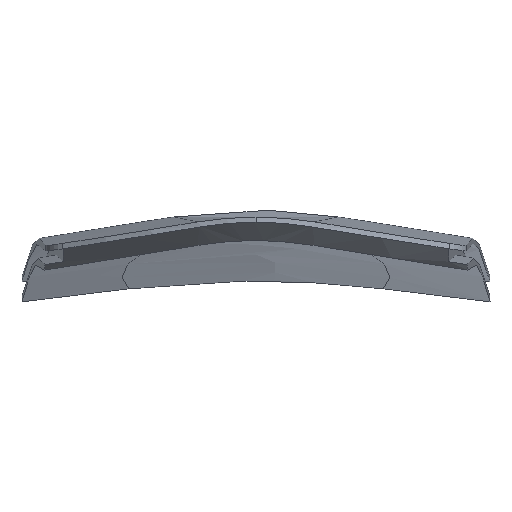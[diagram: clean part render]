
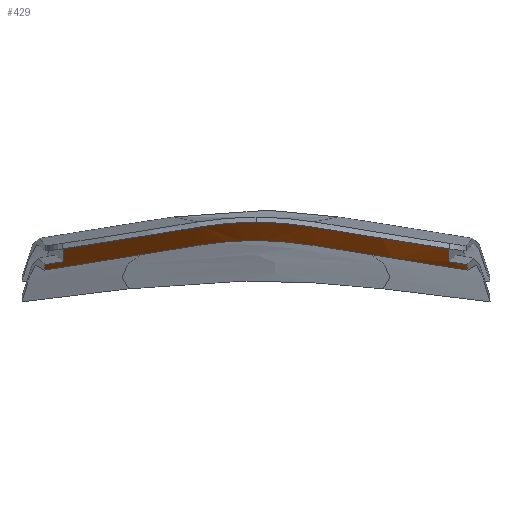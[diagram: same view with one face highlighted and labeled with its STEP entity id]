
A CAD part, left-side view. The second image highlights one B-rep face of the part: STEP entity #429.
In plain terms, the highlighted cylindrical face has radius 180 mm (diameter 360 mm), a partial arc.
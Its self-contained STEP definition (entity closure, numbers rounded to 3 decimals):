
#57=FACE_OUTER_BOUND('',#80,.T.);
#80=EDGE_LOOP('',(#282,#283,#284,#285,#286,#287,#288,#289,#290,#291,#292,
#293));
#103=ELLIPSE('',#467,15666.65,180.);
#104=ELLIPSE('',#468,15666.65,180.);
#105=ELLIPSE('',#469,15666.65,180.);
#106=ELLIPSE('',#470,15666.65,180.);
#107=B_SPLINE_CURVE_WITH_KNOTS('',3,(#537,#538,#539,#540,#541,#542),
 .UNSPECIFIED.,.F.,.F.,(4,2,4),(0.,1.541,3.081),
 .UNSPECIFIED.);
#108=B_SPLINE_CURVE_WITH_KNOTS('',3,(#546,#547,#548,#549,#550,#551),
 .UNSPECIFIED.,.F.,.F.,(4,2,4),(-0.378,-0.189,0.),
 .UNSPECIFIED.);
#109=B_SPLINE_CURVE_WITH_KNOTS('',3,(#555,#556,#557,#558,#559,#560),
 .UNSPECIFIED.,.F.,.F.,(4,2,4),(0.,1.354,2.712),
 .UNSPECIFIED.);
#110=B_SPLINE_CURVE_WITH_KNOTS('',3,(#562,#563,#564,#565,#566,#567,#568,
#569,#570,#571,#572,#573,#574,#575),.UNSPECIFIED.,.F.,.F.,(4,2,2,2,2,2,
4),(-2.138,-1.757,-1.431,-1.07,
-0.712,-0.196,0.),.UNSPECIFIED.);
#111=B_SPLINE_CURVE_WITH_KNOTS('',3,(#577,#578,#579,#580,#581,#582),
 .UNSPECIFIED.,.F.,.F.,(4,2,4),(-2.712,-1.354,0.),
 .UNSPECIFIED.);
#112=B_SPLINE_CURVE_WITH_KNOTS('',3,(#586,#587,#588,#589,#590,#591),
 .UNSPECIFIED.,.F.,.F.,(4,2,4),(0.,0.189,0.378),
 .UNSPECIFIED.);
#113=B_SPLINE_CURVE_WITH_KNOTS('',3,(#595,#596,#597,#598,#599,#600),
 .UNSPECIFIED.,.F.,.F.,(4,2,4),(-3.081,-1.541,0.),
 .UNSPECIFIED.);
#114=B_SPLINE_CURVE_WITH_KNOTS('',3,(#601,#602,#603,#604,#605,#606),
 .UNSPECIFIED.,.F.,.F.,(4,2,4),(0.,1.09,2.177),
 .UNSPECIFIED.);
#161=VERTEX_POINT('',#535);
#162=VERTEX_POINT('',#536);
#163=VERTEX_POINT('',#543);
#164=VERTEX_POINT('',#545);
#165=VERTEX_POINT('',#552);
#166=VERTEX_POINT('',#554);
#167=VERTEX_POINT('',#561);
#168=VERTEX_POINT('',#576);
#169=VERTEX_POINT('',#583);
#170=VERTEX_POINT('',#585);
#171=VERTEX_POINT('',#592);
#172=VERTEX_POINT('',#594);
#211=EDGE_CURVE('',#161,#162,#107,.T.);
#212=EDGE_CURVE('',#163,#161,#103,.T.);
#213=EDGE_CURVE('',#164,#163,#108,.T.);
#214=EDGE_CURVE('',#165,#164,#104,.T.);
#215=EDGE_CURVE('',#166,#165,#109,.F.);
#216=EDGE_CURVE('',#167,#166,#110,.F.);
#217=EDGE_CURVE('',#168,#167,#111,.F.);
#218=EDGE_CURVE('',#169,#168,#105,.T.);
#219=EDGE_CURVE('',#170,#169,#112,.T.);
#220=EDGE_CURVE('',#171,#170,#106,.T.);
#221=EDGE_CURVE('',#172,#171,#113,.T.);
#222=EDGE_CURVE('',#162,#172,#114,.T.);
#282=ORIENTED_EDGE('',*,*,#211,.F.);
#283=ORIENTED_EDGE('',*,*,#212,.F.);
#284=ORIENTED_EDGE('',*,*,#213,.F.);
#285=ORIENTED_EDGE('',*,*,#214,.F.);
#286=ORIENTED_EDGE('',*,*,#215,.F.);
#287=ORIENTED_EDGE('',*,*,#216,.F.);
#288=ORIENTED_EDGE('',*,*,#217,.F.);
#289=ORIENTED_EDGE('',*,*,#218,.F.);
#290=ORIENTED_EDGE('',*,*,#219,.F.);
#291=ORIENTED_EDGE('',*,*,#220,.F.);
#292=ORIENTED_EDGE('',*,*,#221,.F.);
#293=ORIENTED_EDGE('',*,*,#222,.F.);
#424=CYLINDRICAL_SURFACE('',#466,180.);
#429=ADVANCED_FACE('',(#57),#424,.T.);
#466=AXIS2_PLACEMENT_3D('',#534,#486,#487);
#467=AXIS2_PLACEMENT_3D('',#544,#488,#489);
#468=AXIS2_PLACEMENT_3D('',#553,#490,#491);
#469=AXIS2_PLACEMENT_3D('',#584,#492,#493);
#470=AXIS2_PLACEMENT_3D('',#593,#494,#495);
#486=DIRECTION('center_axis',(-0.766,0.,0.643));
#487=DIRECTION('ref_axis',(-0.569,0.467,-0.678));
#488=DIRECTION('center_axis',(-0.015,-1.,0.));
#489=DIRECTION('ref_axis',(-0.766,0.011,0.643));
#490=DIRECTION('center_axis',(-0.015,-1.,0.));
#491=DIRECTION('ref_axis',(-0.766,0.011,0.643));
#492=DIRECTION('center_axis',(-0.015,1.,0.));
#493=DIRECTION('ref_axis',(0.766,0.011,-0.643));
#494=DIRECTION('center_axis',(-0.015,1.,0.));
#495=DIRECTION('ref_axis',(0.766,0.011,-0.643));
#534=CARTESIAN_POINT('Origin',(292.228,0.,197.583));
#535=CARTESIAN_POINT('',(178.976,-38.818,63.169));
#536=CARTESIAN_POINT('',(167.497,-10.667,67.685));
#537=CARTESIAN_POINT('Ctrl Pts',(178.976,-38.818,63.169));
#538=CARTESIAN_POINT('Ctrl Pts',(176.582,-34.331,63.884));
#539=CARTESIAN_POINT('Ctrl Pts',(174.411,-29.736,64.616));
#540=CARTESIAN_POINT('Ctrl Pts',(170.564,-20.335,66.12));
#541=CARTESIAN_POINT('Ctrl Pts',(168.893,-15.543,66.891));
#542=CARTESIAN_POINT('Ctrl Pts',(167.497,-10.667,67.685));
#543=CARTESIAN_POINT('',(177.782,-38.8,64.165));
#544=CARTESIAN_POINT('Origin',(-2408.889,0.,2464.09));
#545=CARTESIAN_POINT('',(176.06,-35.474,64.695));
#546=CARTESIAN_POINT('Ctrl Pts',(176.06,-35.474,64.695));
#547=CARTESIAN_POINT('Ctrl Pts',(176.34,-36.031,64.606));
#548=CARTESIAN_POINT('Ctrl Pts',(176.623,-36.587,64.518));
#549=CARTESIAN_POINT('Ctrl Pts',(177.198,-37.697,64.341));
#550=CARTESIAN_POINT('Ctrl Pts',(177.488,-38.249,64.253));
#551=CARTESIAN_POINT('Ctrl Pts',(177.782,-38.8,64.165));
#552=CARTESIAN_POINT('',(173.018,-35.428,67.236));
#553=CARTESIAN_POINT('Origin',(-2188.864,0.,2279.467));
#554=CARTESIAN_POINT('',(163.251,-10.495,71.234));
#555=CARTESIAN_POINT('Ctrl Pts',(173.018,-35.428,67.236));
#556=CARTESIAN_POINT('Ctrl Pts',(171.015,-31.435,67.87));
#557=CARTESIAN_POINT('Ctrl Pts',(169.188,-27.359,68.518));
#558=CARTESIAN_POINT('Ctrl Pts',(165.917,-19.036,69.85));
#559=CARTESIAN_POINT('Ctrl Pts',(164.478,-14.798,70.533));
#560=CARTESIAN_POINT('Ctrl Pts',(163.251,-10.495,71.234));
#561=CARTESIAN_POINT('',(163.251,10.495,71.234));
#562=CARTESIAN_POINT('Ctrl Pts',(163.251,-10.495,71.234));
#563=CARTESIAN_POINT('Ctrl Pts',(162.907,-9.29,71.431));
#564=CARTESIAN_POINT('Ctrl Pts',(162.616,-8.066,71.597));
#565=CARTESIAN_POINT('Ctrl Pts',(162.186,-5.76,71.845));
#566=CARTESIAN_POINT('Ctrl Pts',(162.031,-4.685,71.934));
#567=CARTESIAN_POINT('Ctrl Pts',(161.805,-2.406,72.064));
#568=CARTESIAN_POINT('Ctrl Pts',(161.744,-1.206,72.099));
#569=CARTESIAN_POINT('Ctrl Pts',(161.743,1.193,72.1));
#570=CARTESIAN_POINT('Ctrl Pts',(161.802,2.38,72.066));
#571=CARTESIAN_POINT('Ctrl Pts',(162.086,5.273,71.902));
#572=CARTESIAN_POINT('Ctrl Pts',(162.372,6.958,71.738));
#573=CARTESIAN_POINT('Ctrl Pts',(162.911,9.248,71.429));
#574=CARTESIAN_POINT('Ctrl Pts',(163.074,9.874,71.336));
#575=CARTESIAN_POINT('Ctrl Pts',(163.251,10.495,71.234));
#576=CARTESIAN_POINT('',(173.018,35.428,67.236));
#577=CARTESIAN_POINT('Ctrl Pts',(163.251,10.495,71.234));
#578=CARTESIAN_POINT('Ctrl Pts',(164.478,14.798,70.533));
#579=CARTESIAN_POINT('Ctrl Pts',(165.917,19.036,69.85));
#580=CARTESIAN_POINT('Ctrl Pts',(169.188,27.359,68.518));
#581=CARTESIAN_POINT('Ctrl Pts',(171.015,31.435,67.87));
#582=CARTESIAN_POINT('Ctrl Pts',(173.018,35.428,67.236));
#583=CARTESIAN_POINT('',(176.06,35.474,64.695));
#584=CARTESIAN_POINT('Origin',(-2188.864,0.,2279.467));
#585=CARTESIAN_POINT('',(177.782,38.8,64.165));
#586=CARTESIAN_POINT('Ctrl Pts',(177.782,38.8,64.165));
#587=CARTESIAN_POINT('Ctrl Pts',(177.488,38.249,64.253));
#588=CARTESIAN_POINT('Ctrl Pts',(177.198,37.697,64.341));
#589=CARTESIAN_POINT('Ctrl Pts',(176.623,36.587,64.518));
#590=CARTESIAN_POINT('Ctrl Pts',(176.34,36.031,64.606));
#591=CARTESIAN_POINT('Ctrl Pts',(176.06,35.474,64.695));
#592=CARTESIAN_POINT('',(178.976,38.818,63.169));
#593=CARTESIAN_POINT('Origin',(-2408.889,0.,2464.09));
#594=CARTESIAN_POINT('',(167.497,10.667,67.685));
#595=CARTESIAN_POINT('Ctrl Pts',(167.497,10.667,67.685));
#596=CARTESIAN_POINT('Ctrl Pts',(168.893,15.543,66.891));
#597=CARTESIAN_POINT('Ctrl Pts',(170.564,20.335,66.12));
#598=CARTESIAN_POINT('Ctrl Pts',(174.411,29.736,64.616));
#599=CARTESIAN_POINT('Ctrl Pts',(176.582,34.331,63.884));
#600=CARTESIAN_POINT('Ctrl Pts',(178.976,38.818,63.169));
#601=CARTESIAN_POINT('Ctrl Pts',(167.497,-10.667,67.685));
#602=CARTESIAN_POINT('Ctrl Pts',(166.509,-7.216,68.247));
#603=CARTESIAN_POINT('Ctrl Pts',(165.964,-3.654,68.558));
#604=CARTESIAN_POINT('Ctrl Pts',(165.966,3.643,68.556));
#605=CARTESIAN_POINT('Ctrl Pts',(166.506,7.207,68.248));
#606=CARTESIAN_POINT('Ctrl Pts',(167.497,10.667,67.685));
